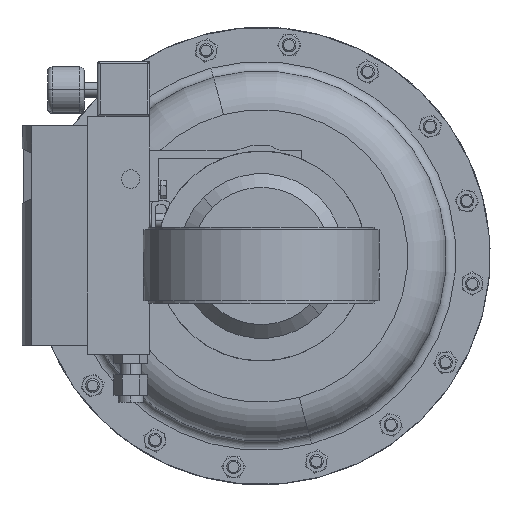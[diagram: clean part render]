
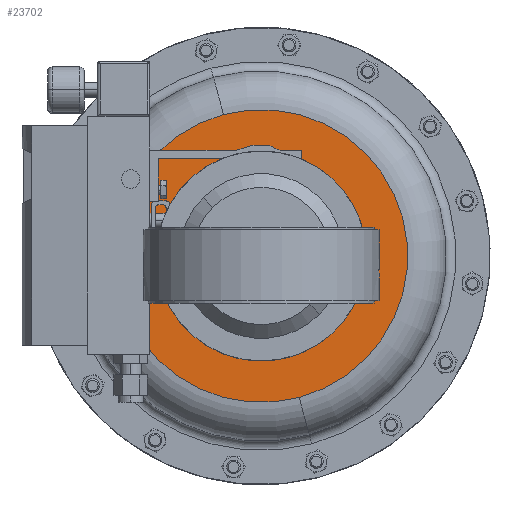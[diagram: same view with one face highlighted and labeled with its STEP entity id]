
A CAD part, front view. The second image highlights one B-rep face of the part: STEP entity #23702.
In plain terms, the highlighted planar face has unit normal (0, -1, 0).
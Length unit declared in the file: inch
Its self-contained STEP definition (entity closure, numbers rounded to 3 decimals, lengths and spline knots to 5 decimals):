
#3939 = AXIS2_PLACEMENT_3D ( 'NONE', #13569, #5000, #20064 ) ;
#4137 = DIRECTION ( 'NONE',  ( 0., 1., 0. ) ) ;
#4228 = AXIS2_PLACEMENT_3D ( 'NONE', #17041, #4137, #19208 ) ;
#4462 = EDGE_CURVE ( 'NONE', #8864, #22254, #22589, .T. ) ;
#4628 = ORIENTED_EDGE ( 'NONE', *, *, #19895, .T. ) ;
#4682 = CARTESIAN_POINT ( 'NONE',  ( 0., 14.2305, 0. ) ) ;
#5000 = DIRECTION ( 'NONE',  ( 0., -1., 0. ) ) ;
#5580 = VERTEX_POINT ( 'NONE', #14666 ) ;
#6568 = CARTESIAN_POINT ( 'NONE',  ( -1.03528, 14.2305, 3.8637 ) ) ;
#6702 = EDGE_CURVE ( 'NONE', #7988, #5580, #23329, .T. ) ;
#6844 = DIRECTION ( 'NONE',  ( 0.259, 0., -0.966 ) ) ;
#7198 = CARTESIAN_POINT ( 'NONE',  ( 0., 14.2305, 0. ) ) ;
#7601 = EDGE_CURVE ( 'NONE', #22254, #8864, #13202, .T. ) ;
#7988 = VERTEX_POINT ( 'NONE', #20003 ) ;
#8864 = VERTEX_POINT ( 'NONE', #21916 ) ;
#9381 = DIRECTION ( 'NONE',  ( -0.707, 0., 0.707 ) ) ;
#9744 = EDGE_LOOP ( 'NONE', ( #26831, #13717 ) ) ;
#11296 = CARTESIAN_POINT ( 'NONE',  ( 0., 14.2305, 0. ) ) ;
#12259 = ORIENTED_EDGE ( 'NONE', *, *, #6702, .T. ) ;
#13202 = CIRCLE ( 'NONE', #18408, 4. ) ;
#13464 = DIRECTION ( 'NONE',  ( 0.259, 0., -0.966 ) ) ;
#13569 = CARTESIAN_POINT ( 'NONE',  ( -3.8637, 14.2305, -1.03528 ) ) ;
#13717 = ORIENTED_EDGE ( 'NONE', *, *, #7601, .F. ) ;
#14666 = CARTESIAN_POINT ( 'NONE',  ( -1.67938, 14.2305, 1.67938 ) ) ;
#16690 = EDGE_LOOP ( 'NONE', ( #12259, #4628 ) ) ;
#17041 = CARTESIAN_POINT ( 'NONE',  ( 0., 14.2305, 0. ) ) ;
#18408 = AXIS2_PLACEMENT_3D ( 'NONE', #4682, #19741, #6844 ) ;
#19208 = DIRECTION ( 'NONE',  ( -0.707, 0., 0.707 ) ) ;
#19741 = DIRECTION ( 'NONE',  ( 0., 1., 0. ) ) ;
#19895 = EDGE_CURVE ( 'NONE', #5580, #7988, #21101, .T. ) ;
#19939 = FACE_OUTER_BOUND ( 'NONE', #9744, .T. ) ;
#20003 = CARTESIAN_POINT ( 'NONE',  ( 1.67938, 14.2305, -1.67938 ) ) ;
#20064 = DIRECTION ( 'NONE',  ( -0.259, 0., 0.966 ) ) ;
#20621 = FACE_BOUND ( 'NONE', #16690, .T. ) ;
#21101 = CIRCLE ( 'NONE', #4228, 2.375 ) ;
#21916 = CARTESIAN_POINT ( 'NONE',  ( 1.03528, 14.2305, -3.8637 ) ) ;
#22248 = DIRECTION ( 'NONE',  ( 0., 1., 0. ) ) ;
#22254 = VERTEX_POINT ( 'NONE', #6568 ) ;
#22589 = CIRCLE ( 'NONE', #24995, 4. ) ;
#23329 = CIRCLE ( 'NONE', #26357, 2.375 ) ;
#23702 = ADVANCED_FACE ( 'NONE', ( #19939, #20621 ), #26489, .T. ) ;
#24995 = AXIS2_PLACEMENT_3D ( 'NONE', #11296, #26371, #13464 ) ;
#26357 = AXIS2_PLACEMENT_3D ( 'NONE', #7198, #22248, #9381 ) ;
#26371 = DIRECTION ( 'NONE',  ( 0., 1., 0. ) ) ;
#26489 = PLANE ( 'NONE',  #3939 ) ;
#26831 = ORIENTED_EDGE ( 'NONE', *, *, #4462, .F. ) ;
